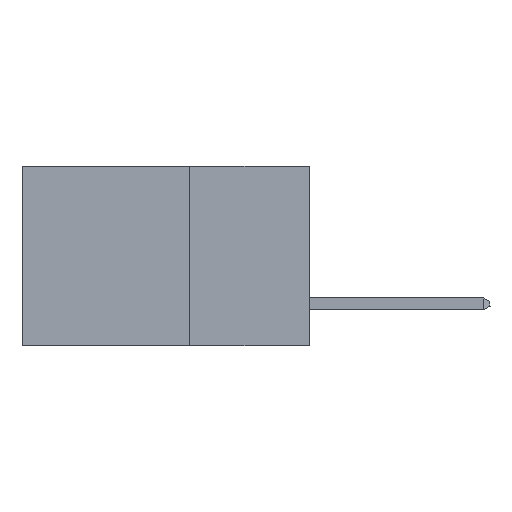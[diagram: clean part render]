
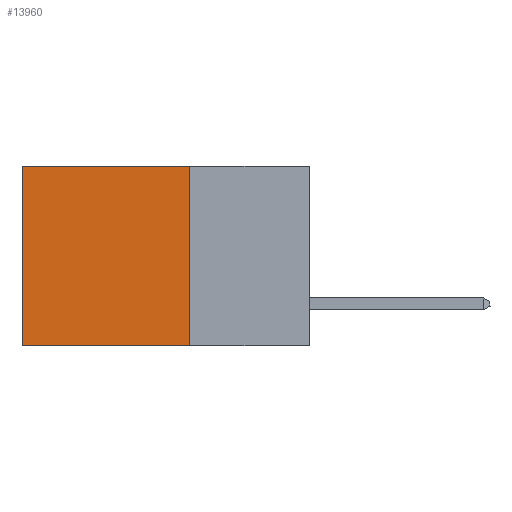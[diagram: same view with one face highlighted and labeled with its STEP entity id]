
A CAD part, left-side view. The second image highlights one B-rep face of the part: STEP entity #13960.
In plain terms, the highlighted planar face has unit normal (-1, 0, 0).
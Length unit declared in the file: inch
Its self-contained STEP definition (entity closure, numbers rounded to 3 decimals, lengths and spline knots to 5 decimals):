
#153 = VERTEX_POINT ( 'NONE', #1205 ) ;
#654 = LINE ( 'NONE', #11602, #1417 ) ;
#1205 = CARTESIAN_POINT ( 'NONE',  ( 0.2875, 0.6, -0.375 ) ) ;
#1361 = ORIENTED_EDGE ( 'NONE', *, *, #8184, .T. ) ;
#1417 = VECTOR ( 'NONE', #4722, 39.37008 ) ;
#1676 = LINE ( 'NONE', #16029, #18428 ) ;
#1786 = VERTEX_POINT ( 'NONE', #17834 ) ;
#2248 = VERTEX_POINT ( 'NONE', #9379 ) ;
#3195 = VECTOR ( 'NONE', #4236, 39.37008 ) ;
#4198 = AXIS2_PLACEMENT_3D ( 'NONE', #16793, #18516, #4956 ) ;
#4236 = DIRECTION ( 'NONE',  ( 0., 0., -1. ) ) ;
#4273 = VECTOR ( 'NONE', #21181, 39.37008 ) ;
#4722 = DIRECTION ( 'NONE',  ( 0., 0., -1. ) ) ;
#4956 = DIRECTION ( 'NONE',  ( 0., 0., -1. ) ) ;
#7676 = LINE ( 'NONE', #9236, #3195 ) ;
#8184 = EDGE_CURVE ( 'NONE', #1786, #153, #654, .T. ) ;
#9236 = CARTESIAN_POINT ( 'NONE',  ( 0.2875, 0.25, -0.375 ) ) ;
#9379 = CARTESIAN_POINT ( 'NONE',  ( 0.2875, 0.25, -0.375 ) ) ;
#10276 = EDGE_CURVE ( 'NONE', #16290, #1786, #17017, .T. ) ;
#10694 = EDGE_CURVE ( 'NONE', #16290, #2248, #7676, .T. ) ;
#10994 = DIRECTION ( 'NONE',  ( 0., 1., 0. ) ) ;
#11542 = PLANE ( 'NONE',  #4198 ) ;
#11602 = CARTESIAN_POINT ( 'NONE',  ( 0.2875, 0.6, -0.375 ) ) ;
#11915 = EDGE_LOOP ( 'NONE', ( #1361, #14096, #21288, #14288 ) ) ;
#13960 = ADVANCED_FACE ( 'NONE', ( #18184 ), #11542, .F. ) ;
#14096 = ORIENTED_EDGE ( 'NONE', *, *, #14668, .F. ) ;
#14288 = ORIENTED_EDGE ( 'NONE', *, *, #10276, .T. ) ;
#14668 = EDGE_CURVE ( 'NONE', #2248, #153, #1676, .T. ) ;
#15733 = CARTESIAN_POINT ( 'NONE',  ( 0.2875, 0.25, 0. ) ) ;
#16029 = CARTESIAN_POINT ( 'NONE',  ( 0.2875, 0.25, -0.375 ) ) ;
#16290 = VERTEX_POINT ( 'NONE', #17207 ) ;
#16793 = CARTESIAN_POINT ( 'NONE',  ( 0.2875, 0.25, -0.375 ) ) ;
#17017 = LINE ( 'NONE', #15733, #4273 ) ;
#17207 = CARTESIAN_POINT ( 'NONE',  ( 0.2875, 0.25, 0. ) ) ;
#17834 = CARTESIAN_POINT ( 'NONE',  ( 0.2875, 0.6, 0. ) ) ;
#18184 = FACE_OUTER_BOUND ( 'NONE', #11915, .T. ) ;
#18428 = VECTOR ( 'NONE', #10994, 39.37008 ) ;
#18516 = DIRECTION ( 'NONE',  ( 1., 0., 0. ) ) ;
#21181 = DIRECTION ( 'NONE',  ( 0., 1., 0. ) ) ;
#21288 = ORIENTED_EDGE ( 'NONE', *, *, #10694, .F. ) ;
